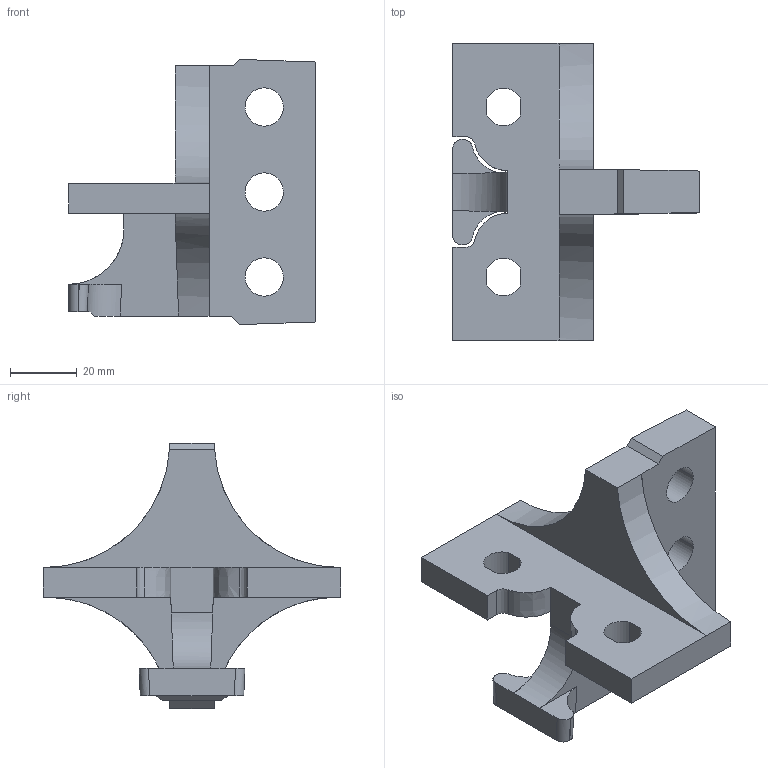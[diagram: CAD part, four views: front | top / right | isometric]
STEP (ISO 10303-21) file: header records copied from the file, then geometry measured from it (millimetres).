
FILE_DESCRIPTION((''),'2;1');
FILE_NAME('2C12352H12','2023-05-15T16:48:05',('E0681683'),(''),'CREO PARAMETRIC BY PTC INC, 2020281','CREO PARAMETRIC BY PTC INC, 2020281','');
FILE_SCHEMA(('AUTOMOTIVE_DESIGN { 1 0 10303 214 1 1 1 1 }'));
Length unit declared in the file: inch
Products named in the file (1): 2C12352H12
Bounding box: 73.66 x 88.9 x 79.25 mm (x, y, z)
Volume: 85502.6 mm3; surface area: 22861.9 mm2
Topology: 1 solids, 1 shells, 62 faces, 172 edges, 112 vertices
Faces by surface type: plane 37, cylinder 21, extrusion 4
Entity records: 3090 total; most frequent: CARTESIAN_POINT 745, ORIENTED_EDGE 344, DIRECTION 301, PRESENTATION_STYLE_ASSIGNMENT 184, STYLED_ITEM 184, CURVE_STYLE 183, EDGE_CURVE 172, VECTOR 128
